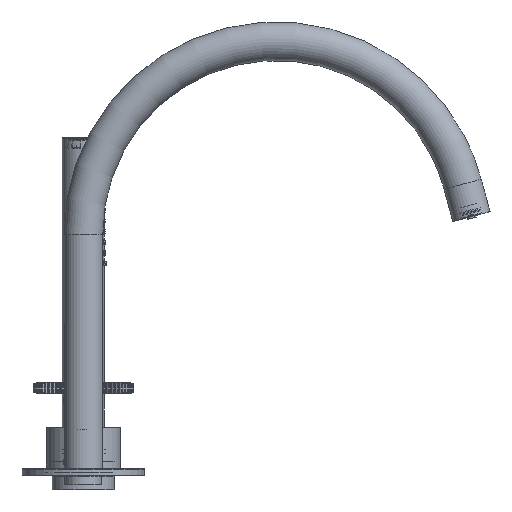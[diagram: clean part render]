
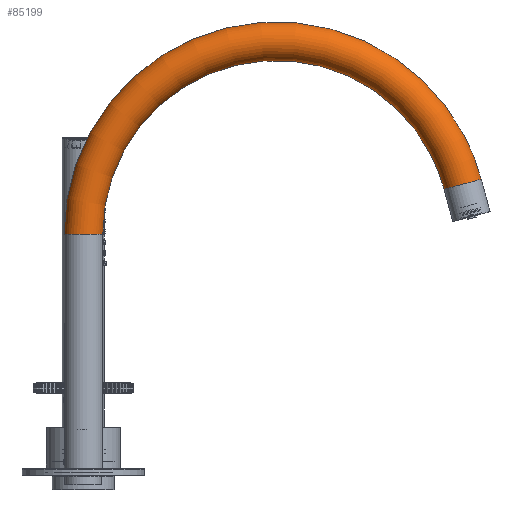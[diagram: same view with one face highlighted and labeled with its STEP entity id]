
A CAD part, front view. The second image highlights one B-rep face of the part: STEP entity #85199.
In plain terms, the highlighted toroidal (fillet/blend) face has major radius 110 mm and minor radius 11 mm.
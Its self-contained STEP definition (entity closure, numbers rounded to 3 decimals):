
#2652=TOROIDAL_SURFACE('',#126648,110.,11.);
#15984=ORIENTED_EDGE('',*,*,#43057,.F.);
#15985=ORIENTED_EDGE('',*,*,#43058,.T.);
#43057=EDGE_CURVE('',#56685,#56685,#64864,.T.);
#43058=EDGE_CURVE('',#56686,#56686,#64865,.T.);
#56685=VERTEX_POINT('',#157177);
#56686=VERTEX_POINT('',#157180);
#64864=CIRCLE('',#126647,11.);
#64865=CIRCLE('',#126649,11.);
#70549=EDGE_LOOP('',(#15984));
#70550=EDGE_LOOP('',(#15985));
#77057=FACE_BOUND('',#70549,.T.);
#77058=FACE_BOUND('',#70550,.T.);
#85199=ADVANCED_FACE('',(#77057,#77058),#2652,.T.);
#126647=AXIS2_PLACEMENT_3D('',#157176,#136125,#136126);
#126648=AXIS2_PLACEMENT_3D('',#157178,#136127,#136128);
#126649=AXIS2_PLACEMENT_3D('',#157179,#136129,#136130);
#136125=DIRECTION('',(0.259,-0.966,0.));
#136126=DIRECTION('',(0.,0.,1.));
#136127=DIRECTION('',(0.,0.,-1.));
#136128=DIRECTION('',(-1.,0.,0.));
#136129=DIRECTION('',(0.,1.,0.));
#136130=DIRECTION('',(0.,0.,1.));
#157176=CARTESIAN_POINT('',(216.252,164.87,0.));
#157177=CARTESIAN_POINT('',(216.252,164.87,11.));
#157178=CARTESIAN_POINT('',(110.,136.4,0.));
#157179=CARTESIAN_POINT('',(0.,136.4,0.));
#157180=CARTESIAN_POINT('',(0.,136.4,11.));
